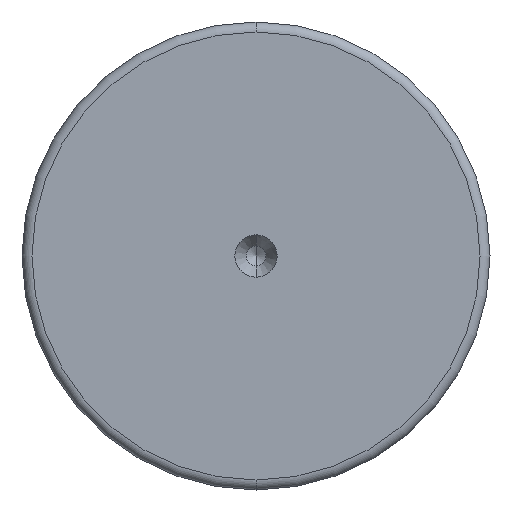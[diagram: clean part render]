
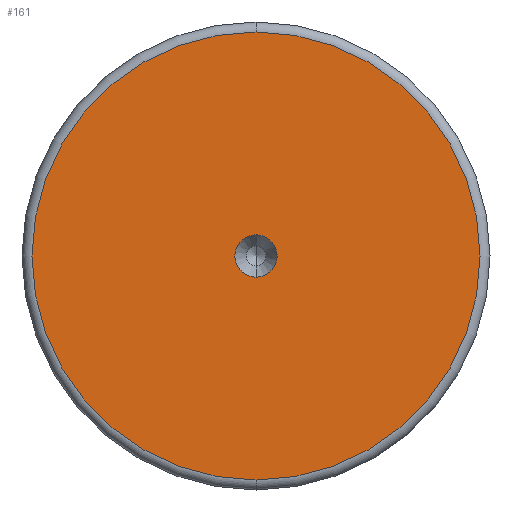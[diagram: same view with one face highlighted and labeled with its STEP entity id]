
A CAD part, front view. The second image highlights one B-rep face of the part: STEP entity #161.
In plain terms, the highlighted planar face has unit normal (0, -1, 0).
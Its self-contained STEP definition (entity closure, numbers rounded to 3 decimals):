
#21 = DIRECTION ( 'NONE',  ( 0., 1., 0. ) ) ;
#68 = ORIENTED_EDGE ( 'NONE', *, *, #202, .F. ) ;
#73 = FACE_OUTER_BOUND ( 'NONE', #605, .T. ) ;
#74 = CARTESIAN_POINT ( 'NONE',  ( 0., 0., 0. ) ) ;
#89 = AXIS2_PLACEMENT_3D ( 'NONE', #245, #621, #769 ) ;
#98 = CARTESIAN_POINT ( 'NONE',  ( 0., 0., 22.5 ) ) ;
#108 = AXIS2_PLACEMENT_3D ( 'NONE', #141, #527, #614 ) ;
#122 = CARTESIAN_POINT ( 'NONE',  ( 0., 0., 0. ) ) ;
#135 = CARTESIAN_POINT ( 'NONE',  ( 0., 0., 0. ) ) ;
#141 = CARTESIAN_POINT ( 'NONE',  ( 2.125, 0., 0. ) ) ;
#156 = CIRCLE ( 'NONE', #519, 2.125 ) ;
#161 = ADVANCED_FACE ( 'NONE', ( #73, #308 ), #218, .F. ) ;
#202 = EDGE_CURVE ( 'NONE', #704, #727, #267, .T. ) ;
#203 = DIRECTION ( 'NONE',  ( 0., 0., 1. ) ) ;
#216 = AXIS2_PLACEMENT_3D ( 'NONE', #122, #648, #203 ) ;
#218 = PLANE ( 'NONE',  #108 ) ;
#245 = CARTESIAN_POINT ( 'NONE',  ( 0., 0., 0. ) ) ;
#267 = CIRCLE ( 'NONE', #216, 22.5 ) ;
#282 = EDGE_CURVE ( 'NONE', #727, #704, #372, .T. ) ;
#308 = FACE_BOUND ( 'NONE', #355, .T. ) ;
#355 = EDGE_LOOP ( 'NONE', ( #371, #759 ) ) ;
#371 = ORIENTED_EDGE ( 'NONE', *, *, #461, .T. ) ;
#372 = CIRCLE ( 'NONE', #758, 22.5 ) ;
#436 = CARTESIAN_POINT ( 'NONE',  ( 0., 0., -2.125 ) ) ;
#461 = EDGE_CURVE ( 'NONE', #506, #673, #513, .T. ) ;
#506 = VERTEX_POINT ( 'NONE', #436 ) ;
#513 = CIRCLE ( 'NONE', #89, 2.125 ) ;
#519 = AXIS2_PLACEMENT_3D ( 'NONE', #74, #536, #799 ) ;
#525 = DIRECTION ( 'NONE',  ( 0., 0., 1. ) ) ;
#527 = DIRECTION ( 'NONE',  ( 0., 1., 0. ) ) ;
#536 = DIRECTION ( 'NONE',  ( 0., 1., 0. ) ) ;
#605 = EDGE_LOOP ( 'NONE', ( #68, #722 ) ) ;
#614 = DIRECTION ( 'NONE',  ( 0., 0., 1. ) ) ;
#621 = DIRECTION ( 'NONE',  ( 0., 1., 0. ) ) ;
#643 = CARTESIAN_POINT ( 'NONE',  ( 0., 0., 2.125 ) ) ;
#648 = DIRECTION ( 'NONE',  ( 0., 1., 0. ) ) ;
#673 = VERTEX_POINT ( 'NONE', #643 ) ;
#702 = EDGE_CURVE ( 'NONE', #673, #506, #156, .T. ) ;
#704 = VERTEX_POINT ( 'NONE', #98 ) ;
#722 = ORIENTED_EDGE ( 'NONE', *, *, #282, .F. ) ;
#727 = VERTEX_POINT ( 'NONE', #766 ) ;
#758 = AXIS2_PLACEMENT_3D ( 'NONE', #135, #21, #525 ) ;
#759 = ORIENTED_EDGE ( 'NONE', *, *, #702, .T. ) ;
#766 = CARTESIAN_POINT ( 'NONE',  ( 0., 0., -22.5 ) ) ;
#769 = DIRECTION ( 'NONE',  ( 0., 0., 1. ) ) ;
#799 = DIRECTION ( 'NONE',  ( 0., 0., 1. ) ) ;
